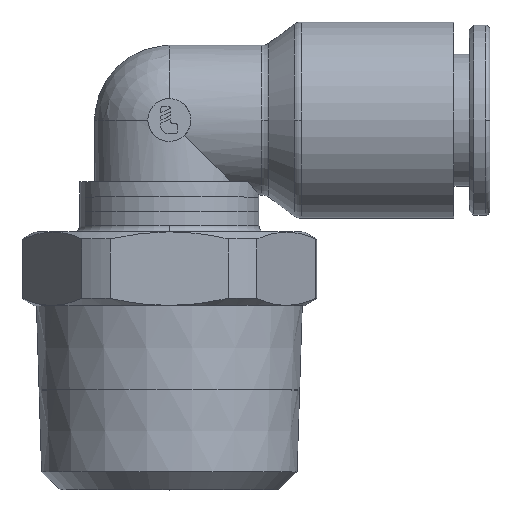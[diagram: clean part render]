
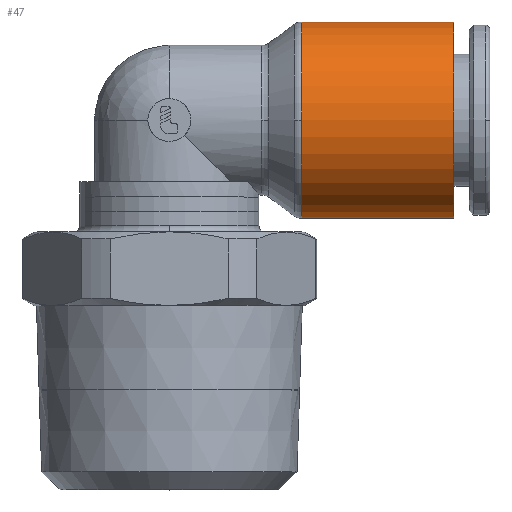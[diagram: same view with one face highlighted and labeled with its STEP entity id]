
A CAD part, top view. The second image highlights one B-rep face of the part: STEP entity #47.
In plain terms, the highlighted cylindrical face has radius 8 mm (diameter 16 mm), a partial arc.
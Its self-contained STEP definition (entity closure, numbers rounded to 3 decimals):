
#47=ADVANCED_FACE('',(#156),#157,.T.);
#156=FACE_OUTER_BOUND('',#382,.T.);
#157=CYLINDRICAL_SURFACE('',#383,8.0);
#382=EDGE_LOOP('',(#614,#615,#616,#617,#618));
#383=AXIS2_PLACEMENT_3D('',#619,#620,#621);
#614=ORIENTED_EDGE('',*,*,#1454,.F.);
#615=ORIENTED_EDGE('',*,*,#1455,.T.);
#616=ORIENTED_EDGE('',*,*,#1456,.T.);
#617=ORIENTED_EDGE('',*,*,#1457,.F.);
#618=ORIENTED_EDGE('',*,*,#1458,.F.);
#619=CARTESIAN_POINT('',(16.99,15.112,0.0));
#620=DIRECTION('',(1.0,0.0,0.0));
#621=DIRECTION('',(0.0,1.0,0.0));
#1454=EDGE_CURVE('',#1720,#1721,#1722,.T.);
#1455=EDGE_CURVE('',#1720,#1723,#1724,.T.);
#1456=EDGE_CURVE('',#1723,#1725,#1726,.T.);
#1457=EDGE_CURVE('',#1727,#1725,#1728,.T.);
#1458=EDGE_CURVE('',#1721,#1727,#1729,.T.);
#1720=VERTEX_POINT('',#2149);
#1721=VERTEX_POINT('',#2150);
#1722=LINE('',#2151,#2152);
#1723=VERTEX_POINT('',#2153);
#1724=CIRCLE('',#2154,8.0);
#1725=VERTEX_POINT('',#2155);
#1726=CIRCLE('',#2156,8.0);
#1727=VERTEX_POINT('',#2157);
#1728=LINE('',#2158,#2159);
#1729=CIRCLE('',#2160,8.0);
#2149=CARTESIAN_POINT('',(10.79,23.112,0.0));
#2150=CARTESIAN_POINT('',(23.19,23.112,0.0));
#2151=CARTESIAN_POINT('',(16.99,23.112,0.));
#2152=VECTOR('',#3130,1.0);
#2153=CARTESIAN_POINT('',(10.79,15.112,8.0));
#2154=AXIS2_PLACEMENT_3D('',#3131,#3132,#3133);
#2155=CARTESIAN_POINT('',(10.79,7.112,0.));
#2156=AXIS2_PLACEMENT_3D('',#3134,#3135,#3136);
#2157=CARTESIAN_POINT('',(23.19,7.112,0.));
#2158=CARTESIAN_POINT('',(16.99,7.112,0.));
#2159=VECTOR('',#3137,1.0);
#2160=AXIS2_PLACEMENT_3D('',#3138,#3139,#3140);
#3130=DIRECTION('',(1.0,0.0,0.0));
#3131=CARTESIAN_POINT('',(10.79,15.112,0.0));
#3132=DIRECTION('',(1.0,0.0,0.0));
#3133=DIRECTION('',(0.0,1.0,0.0));
#3134=CARTESIAN_POINT('',(10.79,15.112,0.0));
#3135=DIRECTION('',(1.0,0.0,0.0));
#3136=DIRECTION('',(0.0,1.0,0.0));
#3137=DIRECTION('',(-1.0,-0.0,-0.0));
#3138=CARTESIAN_POINT('',(23.19,15.112,0.0));
#3139=DIRECTION('',(1.0,0.0,0.0));
#3140=DIRECTION('',(0.0,1.0,0.0));
